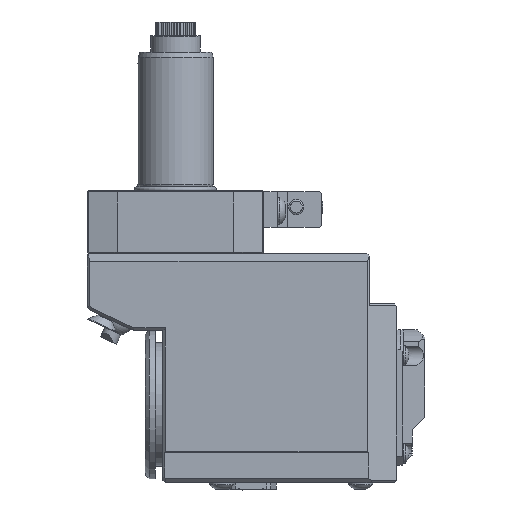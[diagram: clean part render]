
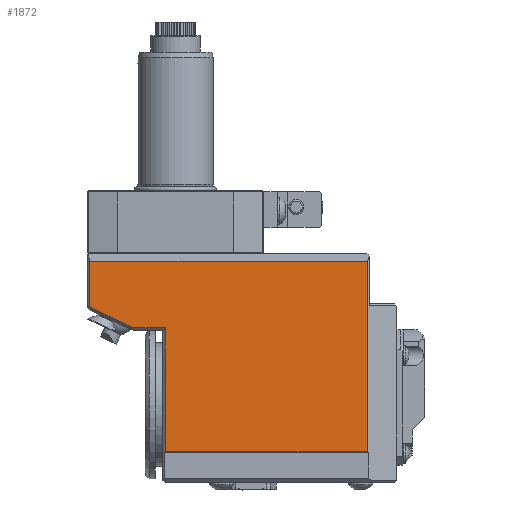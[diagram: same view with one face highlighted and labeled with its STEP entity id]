
A CAD part, front view. The second image highlights one B-rep face of the part: STEP entity #1872.
In plain terms, the highlighted planar face has unit normal (0, -1, 0).
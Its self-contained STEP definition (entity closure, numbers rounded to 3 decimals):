
#328=LINE('',#11410,#873);
#330=LINE('',#11414,#875);
#333=LINE('',#11420,#878);
#336=LINE('',#11426,#881);
#339=LINE('',#11432,#884);
#368=LINE('',#11519,#913);
#369=LINE('',#11521,#914);
#370=LINE('',#11523,#915);
#873=VECTOR('',#8693,1.);
#875=VECTOR('',#8697,1.);
#878=VECTOR('',#8702,1.);
#881=VECTOR('',#8707,1.);
#884=VECTOR('',#8714,1.);
#913=VECTOR('',#8805,1.);
#914=VECTOR('',#8808,1.);
#915=VECTOR('',#8809,1.);
#1872=ADVANCED_FACE('',(#2476),#2218,.F.);
#2218=PLANE('',#7538);
#2476=FACE_OUTER_BOUND('',#2899,.T.);
#2899=EDGE_LOOP('',(#4006,#4007,#4008,#4009,#4010,#4011,#4012,#4013));
#4006=ORIENTED_EDGE('',*,*,#6309,.T.);
#4007=ORIENTED_EDGE('',*,*,#6306,.F.);
#4008=ORIENTED_EDGE('',*,*,#6351,.F.);
#4009=ORIENTED_EDGE('',*,*,#6352,.T.);
#4010=ORIENTED_EDGE('',*,*,#6353,.T.);
#4011=ORIENTED_EDGE('',*,*,#6312,.T.);
#4012=ORIENTED_EDGE('',*,*,#6303,.T.);
#4013=ORIENTED_EDGE('',*,*,#6301,.T.);
#5502=VERTEX_POINT('',#11409);
#5503=VERTEX_POINT('',#11411);
#5504=VERTEX_POINT('',#11415);
#5506=VERTEX_POINT('',#11421);
#5507=VERTEX_POINT('',#11422);
#5509=VERTEX_POINT('',#11433);
#5535=VERTEX_POINT('',#11518);
#5536=VERTEX_POINT('',#11522);
#6301=EDGE_CURVE('',#5503,#5502,#328,.T.);
#6303=EDGE_CURVE('',#5504,#5503,#330,.T.);
#6306=EDGE_CURVE('',#5506,#5507,#333,.T.);
#6309=EDGE_CURVE('',#5502,#5507,#336,.T.);
#6312=EDGE_CURVE('',#5509,#5504,#339,.T.);
#6351=EDGE_CURVE('',#5535,#5506,#368,.T.);
#6352=EDGE_CURVE('',#5535,#5536,#369,.T.);
#6353=EDGE_CURVE('',#5536,#5509,#370,.T.);
#7538=AXIS2_PLACEMENT_3D('',#11524,#8810,#8811);
#8693=DIRECTION('',(1.,0.,0.));
#8697=DIRECTION('',(0.906,0.,-0.423));
#8702=DIRECTION('',(-1.,0.,0.));
#8707=DIRECTION('',(0.,0.,-1.));
#8714=DIRECTION('',(0.5,0.,-0.866));
#8805=DIRECTION('',(0.,0.,-1.));
#8808=DIRECTION('',(-1.,0.,0.));
#8809=DIRECTION('',(0.,0.,-1.));
#8810=DIRECTION('',(0.,1.,0.));
#8811=DIRECTION('',(1.,0.,0.));
#11409=CARTESIAN_POINT('',(-4.,-33.,-54.5));
#11410=CARTESIAN_POINT('',(-47.124,-33.,-54.5));
#11411=CARTESIAN_POINT('',(-16.55,-33.,-54.5));
#11414=CARTESIAN_POINT('',(-52.963,-33.,-37.52));
#11415=CARTESIAN_POINT('',(-33.502,-33.,-46.595));
#11420=CARTESIAN_POINT('',(208.631,-33.,-103.7));
#11421=CARTESIAN_POINT('',(76.222,-33.,-103.7));
#11422=CARTESIAN_POINT('',(-4.,-33.,-103.7));
#11426=CARTESIAN_POINT('',(-4.,-33.,-25.));
#11432=CARTESIAN_POINT('',(-46.258,-33.,-24.5));
#11433=CARTESIAN_POINT('',(-34.,-33.,-45.732));
#11518=CARTESIAN_POINT('',(76.222,-33.,-28.058));
#11519=CARTESIAN_POINT('',(76.222,-33.,-25.));
#11521=CARTESIAN_POINT('',(208.631,-33.,-28.058));
#11522=CARTESIAN_POINT('',(-34.,-33.,-28.058));
#11523=CARTESIAN_POINT('',(-34.,-33.,-25.));
#11524=CARTESIAN_POINT('',(-47.124,-33.,-25.));
